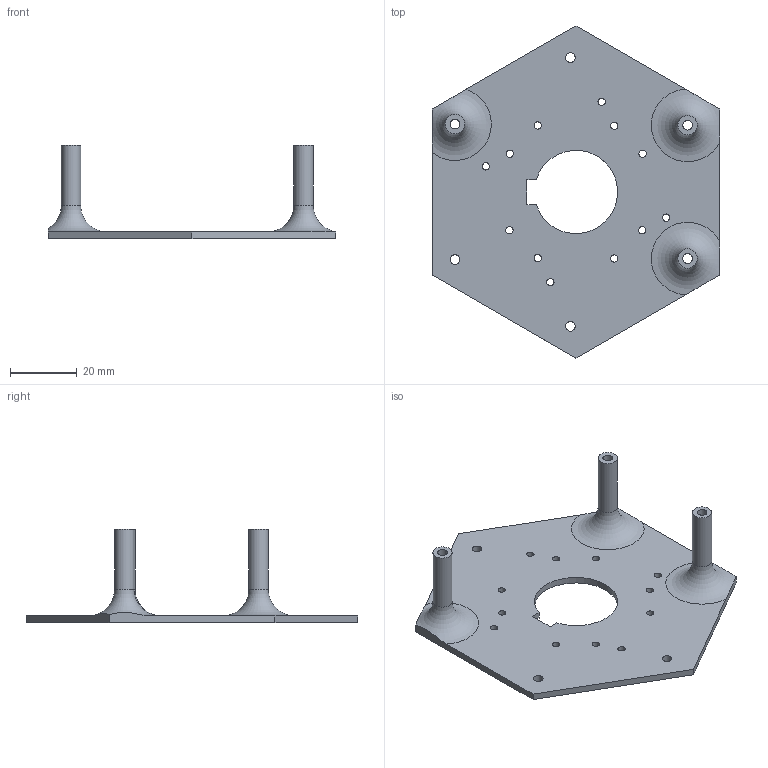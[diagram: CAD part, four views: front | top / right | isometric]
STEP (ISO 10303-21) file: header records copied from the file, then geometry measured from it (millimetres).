
FILE_DESCRIPTION(/* description */ ('STEP AP242','CAx-IF Rec.Pracs.---Representation and Presentation of Product Manufacturing Information (PMI)---4.0---2014-10-13','CAx-IF Rec.Pracs.---3D Tessellated Geometry---0.4---2014-09-14','2;1'),/* implementation_level */ '2;1');
FILE_NAME(/* name */ '681bb9a1a5712a4a97208982',/* time_stamp */ '2025-05-07T19:50:58Z',/* author */ (''),/* organization */ (''),/* preprocessor_version */ 'ST-DEVELOPER v20',/* originating_system */ 'ONSHAPE BY PTC INC, 1.197',/* authorisation */ ' ');
FILE_SCHEMA (('AP242_MANAGED_MODEL_BASED_3D_ENGINEERING_MIM_LF { 1 0 10303 442 1 1 4 }'));
Length unit declared in the file: metre
Products named in the file (1): Part 1
Bounding box: 86.29 x 99.63 x 28 mm (x, y, z)
Volume: 14445.4 mm3; surface area: 14793.8 mm2
Topology: 1 solids, 1 shells, 39 faces, 108 edges, 71 vertices
Faces by surface type: cylinder 22, plane 14, torus 3
Full cylindrical faces by diameter (mm): 2.2 x12, 2.89 x1, 2.898 x1, 2.901 x3, 2.907 x1, 5.8 x3
Entity records: 1233 total; most frequent: CARTESIAN_POINT 218, DIRECTION 202, ORIENTED_EDGE 162, EDGE_LOOP 101, FACE_BOUND 101, AXIS2_PLACEMENT_3D 87, EDGE_CURVE 81, VERTEX_POINT 68
